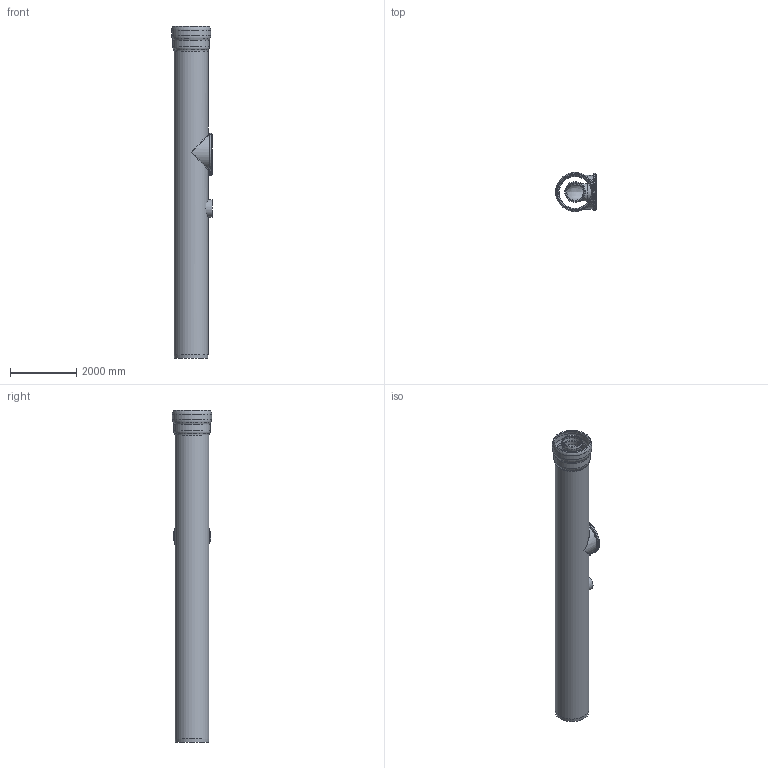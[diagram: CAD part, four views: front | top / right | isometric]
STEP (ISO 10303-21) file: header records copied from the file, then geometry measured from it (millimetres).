
FILE_DESCRIPTION(/* description */ (''),/* implementation_level */ '2;1');
FILE_NAME(/* name */ '13510.100X_3D.stp',/* time_stamp */ '2024-12-11T14:47:26+01:00',/* author */ ('CAD'),/* organization */ (''),/* preprocessor_version */ 'ST-DEVELOPER v20',/* originating_system */ 'AutoCAD Mechanical',/* authorisation */ '');
FILE_SCHEMA (('AUTOMOTIVE_DESIGN { 1 0 10303 214 3 1 1 }'));
Length unit declared in the file: centimetre
Products named in the file (2): Product; *S0
Assembly tree (1 placements, depth 2):
  Product
    *S0
Bounding box: 1234.26 x 1180 x 10000 mm (x, y, z)
Volume: 803200391.8 mm3; surface area: 86919523 mm2
Topology: 10 solids, 10 shells, 196 faces, 496 edges, 311 vertices
Faces by surface type: plane 62, cylinder 60, torus 41, cone 23, bspline 10
Full cylindrical faces by diameter (mm): 60 x2, 95.545 x2, 100 x2, 499.993 x1, 500 x1, 529.993 x2, 530 x1, 560 x1, 590 x1, 600 x1, 630 x1, 936 x1, 960 x2, 980 x1, 1020 x1, 1060 x1, 1090 x1, 1100 x1, 1140 x1, 1180 x1
Entity records: 7204 total; most frequent: CARTESIAN_POINT 2327, DIRECTION 1088, ORIENTED_EDGE 972, EDGE_CURVE 486, AXIS2_PLACEMENT_3D 444, VERTEX_POINT 307, CIRCLE 228, EDGE_LOOP 207
